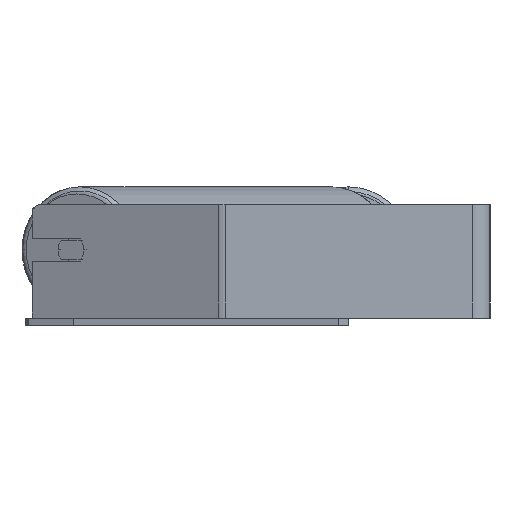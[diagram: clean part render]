
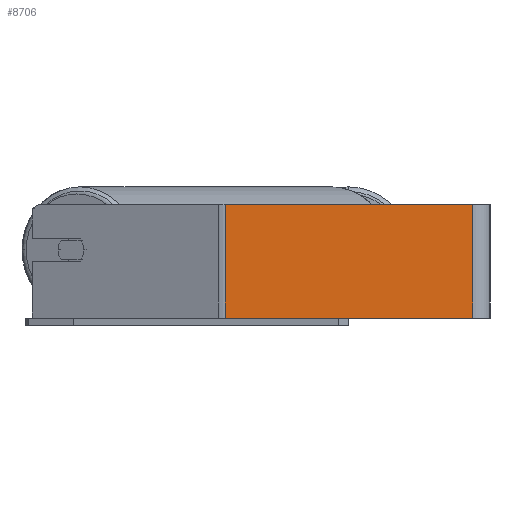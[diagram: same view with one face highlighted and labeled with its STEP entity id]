
A CAD part, left-side view. The second image highlights one B-rep face of the part: STEP entity #8706.
In plain terms, the highlighted planar face has unit normal (-1, 0, 0).
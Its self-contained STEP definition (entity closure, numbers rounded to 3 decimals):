
#44 = DIRECTION ( 'NONE',  ( 0., 0., -1. ) ) ;
#162 = EDGE_LOOP ( 'NONE', ( #7185, #4187, #4002, #5286 ) ) ;
#781 = DIRECTION ( 'NONE',  ( 0., -1., 0. ) ) ;
#789 = DIRECTION ( 'NONE',  ( 0., -1., 0. ) ) ;
#799 = CARTESIAN_POINT ( 'NONE',  ( -700., 186.554, 40. ) ) ;
#1350 = VECTOR ( 'NONE', #7513, 1000. ) ;
#1546 = LINE ( 'NONE', #4434, #1866 ) ;
#1866 = VECTOR ( 'NONE', #789, 1000. ) ;
#1887 = CARTESIAN_POINT ( 'NONE',  ( -700., 186.554, -40. ) ) ;
#1948 = AXIS2_PLACEMENT_3D ( 'NONE', #3073, #8107, #44 ) ;
#2505 = VECTOR ( 'NONE', #5245, 1000. ) ;
#2899 = VERTEX_POINT ( 'NONE', #799 ) ;
#3073 = CARTESIAN_POINT ( 'NONE',  ( -700., 189.214, 40. ) ) ;
#3097 = CARTESIAN_POINT ( 'NONE',  ( -700., 186.554, 40. ) ) ;
#3181 = EDGE_CURVE ( 'NONE', #7782, #5682, #1546, .T. ) ;
#3464 = VERTEX_POINT ( 'NONE', #5983 ) ;
#4002 = ORIENTED_EDGE ( 'NONE', *, *, #6613, .F. ) ;
#4187 = ORIENTED_EDGE ( 'NONE', *, *, #5729, .F. ) ;
#4434 = CARTESIAN_POINT ( 'NONE',  ( -700., 189.214, -40. ) ) ;
#4488 = LINE ( 'NONE', #8851, #2505 ) ;
#4781 = LINE ( 'NONE', #7674, #8428 ) ;
#5245 = DIRECTION ( 'NONE',  ( 0., 0., -1. ) ) ;
#5286 = ORIENTED_EDGE ( 'NONE', *, *, #8408, .T. ) ;
#5290 = CARTESIAN_POINT ( 'NONE',  ( -700., 12., -40. ) ) ;
#5302 = PLANE ( 'NONE',  #1948 ) ;
#5682 = VERTEX_POINT ( 'NONE', #5290 ) ;
#5729 = EDGE_CURVE ( 'NONE', #3464, #5682, #4488, .T. ) ;
#5983 = CARTESIAN_POINT ( 'NONE',  ( -700., 12., 40. ) ) ;
#6613 = EDGE_CURVE ( 'NONE', #2899, #3464, #4781, .T. ) ;
#7185 = ORIENTED_EDGE ( 'NONE', *, *, #3181, .T. ) ;
#7442 = FACE_OUTER_BOUND ( 'NONE', #162, .T. ) ;
#7513 = DIRECTION ( 'NONE',  ( 0., 0., -1. ) ) ;
#7674 = CARTESIAN_POINT ( 'NONE',  ( -700., 189.214, 40. ) ) ;
#7738 = LINE ( 'NONE', #3097, #1350 ) ;
#7782 = VERTEX_POINT ( 'NONE', #1887 ) ;
#8107 = DIRECTION ( 'NONE',  ( 1., 0., 0. ) ) ;
#8408 = EDGE_CURVE ( 'NONE', #2899, #7782, #7738, .T. ) ;
#8428 = VECTOR ( 'NONE', #781, 1000. ) ;
#8706 = ADVANCED_FACE ( 'NONE', ( #7442 ), #5302, .F. ) ;
#8851 = CARTESIAN_POINT ( 'NONE',  ( -700., 12., 40. ) ) ;
